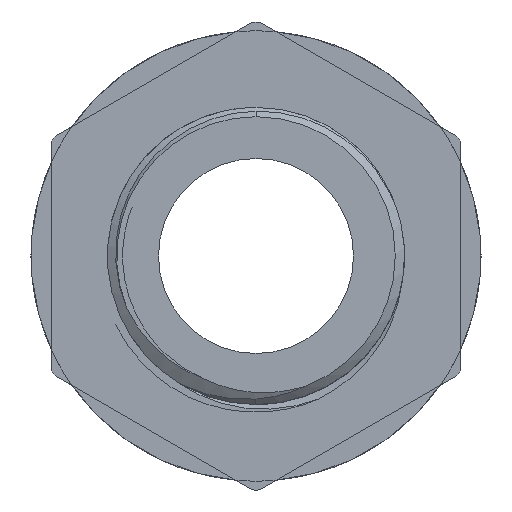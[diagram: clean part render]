
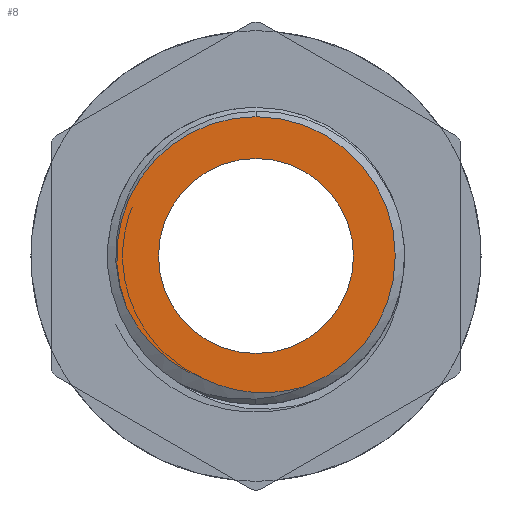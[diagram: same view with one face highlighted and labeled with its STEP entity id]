
A CAD part, front view. The second image highlights one B-rep face of the part: STEP entity #8.
In plain terms, the highlighted planar face has unit normal (0, -1, 0).
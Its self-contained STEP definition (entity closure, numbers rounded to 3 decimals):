
#8 = ADVANCED_FACE ( 'NONE', ( #2669, #13957 ), #8652, .F. ) ;
#193 = CARTESIAN_POINT ( 'NONE',  ( -4.568, -10., -5.701 ) ) ;
#515 = ORIENTED_EDGE ( 'NONE', *, *, #12301, .T. ) ;
#787 = DIRECTION ( 'NONE',  ( 0., -1., 0. ) ) ;
#1177 = AXIS2_PLACEMENT_3D ( 'NONE', #3684, #11404, #4821 ) ;
#1244 = EDGE_CURVE ( 'NONE', #10188, #2973, #5563, .T. ) ;
#1342 = CARTESIAN_POINT ( 'NONE',  ( -3.33, -10., -6.411 ) ) ;
#1706 = CARTESIAN_POINT ( 'NONE',  ( 2.654, -10., -7.015 ) ) ;
#2368 = CARTESIAN_POINT ( 'NONE',  ( 0.794, -10., -7.355 ) ) ;
#2419 = CARTESIAN_POINT ( 'NONE',  ( 0.319, -10., -7.365 ) ) ;
#2460 = CARTESIAN_POINT ( 'NONE',  ( 0.083, -10., -7.359 ) ) ;
#2514 = VERTEX_POINT ( 'NONE', #12377 ) ;
#2669 = FACE_BOUND ( 'NONE', #11726, .T. ) ;
#2863 = CARTESIAN_POINT ( 'NONE',  ( 0., -10., -5.25 ) ) ;
#2973 = VERTEX_POINT ( 'NONE', #1706 ) ;
#3684 = CARTESIAN_POINT ( 'NONE',  ( 0., -10., 0. ) ) ;
#4056 = ORIENTED_EDGE ( 'NONE', *, *, #7453, .T. ) ;
#4103 = EDGE_CURVE ( 'NONE', #12192, #10188, #8450, .T. ) ;
#4668 = CARTESIAN_POINT ( 'NONE',  ( 0., -10., 0. ) ) ;
#4707 = CARTESIAN_POINT ( 'NONE',  ( -6.094, -10., -4.216 ) ) ;
#4821 = DIRECTION ( 'NONE',  ( 0., 0., -1. ) ) ;
#5401 = DIRECTION ( 'NONE',  ( 0., -1., 0. ) ) ;
#5563 = B_SPLINE_CURVE_WITH_KNOTS ( 'NONE', 3,
 ( #9381, #9266, #9167, #9082, #9029, #2460, #2419, #2368, #8982, #8939, #8903, #8853 ),
 .UNSPECIFIED., .F., .F.,
 ( 4, 2, 2, 2, 2, 4 ),
 ( 0., 0.001, 0.003, 0.004, 0.004, 0.006 ),
 .UNSPECIFIED. ) ;
#5612 = CIRCLE ( 'NONE', #11358, 7.5 ) ;
#5645 = CARTESIAN_POINT ( 'NONE',  ( -6.955, -10., -2.806 ) ) ;
#5791 = DIRECTION ( 'NONE',  ( 0., 0., -1. ) ) ;
#5832 = CARTESIAN_POINT ( 'NONE',  ( -5.63, -10., -4.758 ) ) ;
#6693 = ORIENTED_EDGE ( 'NONE', *, *, #9319, .F. ) ;
#6706 = CIRCLE ( 'NONE', #1177, 5.25 ) ;
#6880 = ORIENTED_EDGE ( 'NONE', *, *, #4103, .T. ) ;
#6894 = CARTESIAN_POINT ( 'NONE',  ( -6.955, -10., -2.806 ) ) ;
#6945 = CARTESIAN_POINT ( 'NONE',  ( -4.943, -10., -5.415 ) ) ;
#7416 = VERTEX_POINT ( 'NONE', #10767 ) ;
#7453 = EDGE_CURVE ( 'NONE', #2514, #12192, #10361, .T. ) ;
#7533 = CARTESIAN_POINT ( 'NONE',  ( 0., -10., 0. ) ) ;
#8090 = CARTESIAN_POINT ( 'NONE',  ( -3.763, -10., -6.199 ) ) ;
#8450 = B_SPLINE_CURVE_WITH_KNOTS ( 'NONE', 3,
 ( #6894, #10221, #11295, #4707, #12335, #5832, #13397, #6945, #193, #8090, #1342, #9192 ),
 .UNSPECIFIED., .F., .F.,
 ( 4, 2, 2, 2, 2, 4 ),
 ( 0.002, 0.004, 0.004, 0.005, 0.006, 0.008 ),
 .UNSPECIFIED. ) ;
#8652 = PLANE ( 'NONE',  #12341 ) ;
#8668 = DIRECTION ( 'NONE',  ( 0., 0., 1. ) ) ;
#8700 = DIRECTION ( 'NONE',  ( 0., 1., 0. ) ) ;
#8823 = DIRECTION ( 'NONE',  ( 0., 0., 1. ) ) ;
#8838 = CARTESIAN_POINT ( 'NONE',  ( 0., -10., 0. ) ) ;
#8853 = CARTESIAN_POINT ( 'NONE',  ( 2.654, -10., -7.015 ) ) ;
#8903 = CARTESIAN_POINT ( 'NONE',  ( 2.204, -10., -7.157 ) ) ;
#8909 = VERTEX_POINT ( 'NONE', #2863 ) ;
#8939 = CARTESIAN_POINT ( 'NONE',  ( 1.742, -10., -7.256 ) ) ;
#8982 = CARTESIAN_POINT ( 'NONE',  ( 1.033, -10., -7.338 ) ) ;
#9029 = CARTESIAN_POINT ( 'NONE',  ( -0.626, -10., -7.306 ) ) ;
#9082 = CARTESIAN_POINT ( 'NONE',  ( -1.1, -10., -7.222 ) ) ;
#9167 = CARTESIAN_POINT ( 'NONE',  ( -2.014, -10., -6.966 ) ) ;
#9192 = CARTESIAN_POINT ( 'NONE',  ( -2.881, -10., -6.577 ) ) ;
#9266 = CARTESIAN_POINT ( 'NONE',  ( -2.455, -10., -6.794 ) ) ;
#9319 = EDGE_CURVE ( 'NONE', #7416, #8909, #6706, .T. ) ;
#9381 = CARTESIAN_POINT ( 'NONE',  ( -2.881, -10., -6.577 ) ) ;
#9464 = CIRCLE ( 'NONE', #11166, 5.25 ) ;
#10188 = VERTEX_POINT ( 'NONE', #14056 ) ;
#10221 = CARTESIAN_POINT ( 'NONE',  ( -6.752, -10., -3.237 ) ) ;
#10361 = CIRCLE ( 'NONE', #11045, 7.5 ) ;
#10580 = EDGE_LOOP ( 'NONE', ( #515, #4056, #6880, #10836 ) ) ;
#10767 = CARTESIAN_POINT ( 'NONE',  ( 0., -10., 5.25 ) ) ;
#10836 = ORIENTED_EDGE ( 'NONE', *, *, #1244, .T. ) ;
#11045 = AXIS2_PLACEMENT_3D ( 'NONE', #7533, #787, #8668 ) ;
#11166 = AXIS2_PLACEMENT_3D ( 'NONE', #4668, #12293, #5791 ) ;
#11295 = CARTESIAN_POINT ( 'NONE',  ( -6.511, -10., -3.644 ) ) ;
#11358 = AXIS2_PLACEMENT_3D ( 'NONE', #11930, #5401, #12989 ) ;
#11404 = DIRECTION ( 'NONE',  ( 0., -1., 0. ) ) ;
#11708 = EDGE_CURVE ( 'NONE', #8909, #7416, #9464, .T. ) ;
#11726 = EDGE_LOOP ( 'NONE', ( #12323, #6693 ) ) ;
#11930 = CARTESIAN_POINT ( 'NONE',  ( 0., -10., 0. ) ) ;
#12192 = VERTEX_POINT ( 'NONE', #5645 ) ;
#12293 = DIRECTION ( 'NONE',  ( 0., -1., 0. ) ) ;
#12301 = EDGE_CURVE ( 'NONE', #2973, #2514, #5612, .T. ) ;
#12323 = ORIENTED_EDGE ( 'NONE', *, *, #11708, .F. ) ;
#12335 = CARTESIAN_POINT ( 'NONE',  ( -5.946, -10., -4.401 ) ) ;
#12341 = AXIS2_PLACEMENT_3D ( 'NONE', #8838, #8700, #8823 ) ;
#12377 = CARTESIAN_POINT ( 'NONE',  ( 0., -10., 7.5 ) ) ;
#12989 = DIRECTION ( 'NONE',  ( 0., 0., 1. ) ) ;
#13397 = CARTESIAN_POINT ( 'NONE',  ( -5.463, -10., -4.929 ) ) ;
#13957 = FACE_OUTER_BOUND ( 'NONE', #10580, .T. ) ;
#14056 = CARTESIAN_POINT ( 'NONE',  ( -2.881, -10., -6.577 ) ) ;
